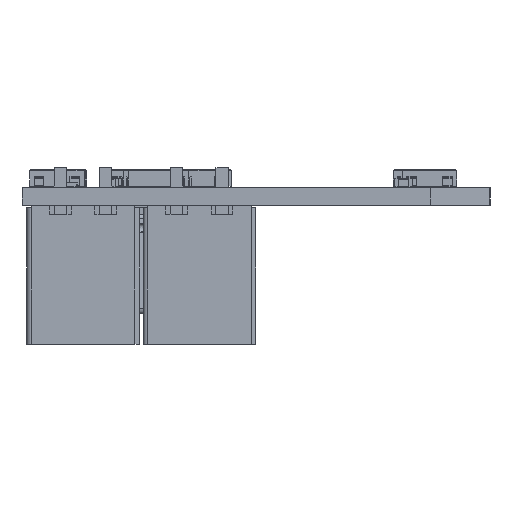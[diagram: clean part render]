
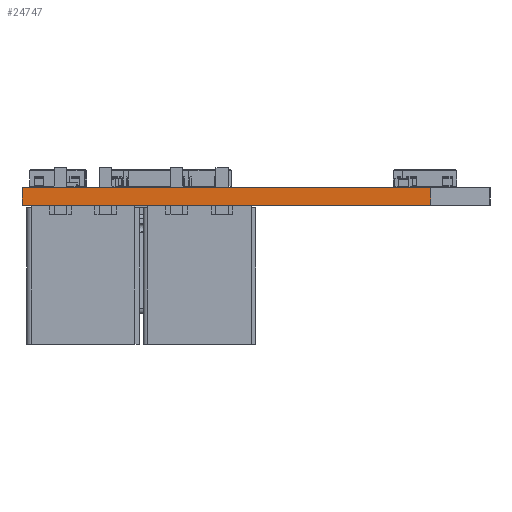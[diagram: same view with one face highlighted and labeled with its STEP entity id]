
A CAD part, left-side view. The second image highlights one B-rep face of the part: STEP entity #24747.
In plain terms, the highlighted planar face has unit normal (-1, 0, 0).
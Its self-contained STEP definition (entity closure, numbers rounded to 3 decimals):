
#23260 = PLANE('',#23261);
#23261 = AXIS2_PLACEMENT_3D('',#23262,#23263,#23264);
#23262 = CARTESIAN_POINT('',(-42.607,21.617,0.));
#23263 = DIRECTION('',(0.002,1.,0.));
#23264 = DIRECTION('',(1.,-0.002,0.));
#23288 = PLANE('',#23289);
#23289 = AXIS2_PLACEMENT_3D('',#23290,#23291,#23292);
#23290 = CARTESIAN_POINT('',(-3.8,-0.291,1.6));
#23291 = DIRECTION('',(0.,0.,-1.));
#23292 = DIRECTION('',(-1.,0.,0.));
#23342 = PLANE('',#23343);
#23343 = AXIS2_PLACEMENT_3D('',#23344,#23345,#23346);
#23344 = CARTESIAN_POINT('',(-3.8,-0.291,0.));
#23345 = DIRECTION('',(0.,0.,-1.));
#23346 = DIRECTION('',(-1.,0.,0.));
#23357 = EDGE_CURVE('',#23358,#23360,#23362,.T.);
#23358 = VERTEX_POINT('',#23359);
#23359 = CARTESIAN_POINT('',(-42.607,21.617,0.));
#23360 = VERTEX_POINT('',#23361);
#23361 = CARTESIAN_POINT('',(-42.607,21.617,1.6));
#23362 = SURFACE_CURVE('',#23363,(#23367,#23374),.PCURVE_S1.);
#23363 = LINE('',#23364,#23365);
#23364 = CARTESIAN_POINT('',(-42.607,21.617,0.));
#23365 = VECTOR('',#23366,1.);
#23366 = DIRECTION('',(0.,0.,1.));
#23367 = PCURVE('',#23260,#23368);
#23368 = DEFINITIONAL_REPRESENTATION('',(#23369),#23373);
#23369 = LINE('',#23370,#23371);
#23370 = CARTESIAN_POINT('',(0.,0.));
#23371 = VECTOR('',#23372,1.);
#23372 = DIRECTION('',(0.,-1.));
#23373 = ( GEOMETRIC_REPRESENTATION_CONTEXT(2) 
PARAMETRIC_REPRESENTATION_CONTEXT() REPRESENTATION_CONTEXT('2D SPACE',''
  ) );
#23374 = PCURVE('',#23375,#23380);
#23375 = PLANE('',#23376);
#23376 = AXIS2_PLACEMENT_3D('',#23377,#23378,#23379);
#23377 = CARTESIAN_POINT('',(-42.607,-16.133,0.));
#23378 = DIRECTION('',(-1.,0.,0.));
#23379 = DIRECTION('',(0.,1.,0.));
#23380 = DEFINITIONAL_REPRESENTATION('',(#23381),#23385);
#23381 = LINE('',#23382,#23383);
#23382 = CARTESIAN_POINT('',(37.75,0.));
#23383 = VECTOR('',#23384,1.);
#23384 = DIRECTION('',(0.,-1.));
#23385 = ( GEOMETRIC_REPRESENTATION_CONTEXT(2) 
PARAMETRIC_REPRESENTATION_CONTEXT() REPRESENTATION_CONTEXT('2D SPACE',''
  ) );
#23563 = VERTEX_POINT('',#23564);
#23564 = CARTESIAN_POINT('',(-42.607,-16.133,0.));
#23578 = PLANE('',#23579);
#23579 = AXIS2_PLACEMENT_3D('',#23580,#23581,#23582);
#23580 = CARTESIAN_POINT('',(-37.149,-21.566,0.));
#23581 = DIRECTION('',(-0.705,-0.709,0.));
#23582 = DIRECTION('',(-0.709,0.705,0.));
#23590 = EDGE_CURVE('',#23563,#23358,#23591,.T.);
#23591 = SURFACE_CURVE('',#23592,(#23596,#23603),.PCURVE_S1.);
#23592 = LINE('',#23593,#23594);
#23593 = CARTESIAN_POINT('',(-42.607,-16.133,0.));
#23594 = VECTOR('',#23595,1.);
#23595 = DIRECTION('',(0.,1.,0.));
#23596 = PCURVE('',#23342,#23597);
#23597 = DEFINITIONAL_REPRESENTATION('',(#23598),#23602);
#23598 = LINE('',#23599,#23600);
#23599 = CARTESIAN_POINT('',(38.807,-15.842));
#23600 = VECTOR('',#23601,1.);
#23601 = DIRECTION('',(0.,1.));
#23602 = ( GEOMETRIC_REPRESENTATION_CONTEXT(2) 
PARAMETRIC_REPRESENTATION_CONTEXT() REPRESENTATION_CONTEXT('2D SPACE',''
  ) );
#23603 = PCURVE('',#23375,#23604);
#23604 = DEFINITIONAL_REPRESENTATION('',(#23605),#23609);
#23605 = LINE('',#23606,#23607);
#23606 = CARTESIAN_POINT('',(0.,0.));
#23607 = VECTOR('',#23608,1.);
#23608 = DIRECTION('',(1.,0.));
#23609 = ( GEOMETRIC_REPRESENTATION_CONTEXT(2) 
PARAMETRIC_REPRESENTATION_CONTEXT() REPRESENTATION_CONTEXT('2D SPACE',''
  ) );
#24224 = VERTEX_POINT('',#24225);
#24225 = CARTESIAN_POINT('',(-42.607,-16.133,1.6));
#24246 = EDGE_CURVE('',#24224,#23360,#24247,.T.);
#24247 = SURFACE_CURVE('',#24248,(#24252,#24259),.PCURVE_S1.);
#24248 = LINE('',#24249,#24250);
#24249 = CARTESIAN_POINT('',(-42.607,-16.133,1.6));
#24250 = VECTOR('',#24251,1.);
#24251 = DIRECTION('',(0.,1.,0.));
#24252 = PCURVE('',#23288,#24253);
#24253 = DEFINITIONAL_REPRESENTATION('',(#24254),#24258);
#24254 = LINE('',#24255,#24256);
#24255 = CARTESIAN_POINT('',(38.807,-15.842));
#24256 = VECTOR('',#24257,1.);
#24257 = DIRECTION('',(0.,1.));
#24258 = ( GEOMETRIC_REPRESENTATION_CONTEXT(2) 
PARAMETRIC_REPRESENTATION_CONTEXT() REPRESENTATION_CONTEXT('2D SPACE',''
  ) );
#24259 = PCURVE('',#23375,#24260);
#24260 = DEFINITIONAL_REPRESENTATION('',(#24261),#24265);
#24261 = LINE('',#24262,#24263);
#24262 = CARTESIAN_POINT('',(0.,-1.6));
#24263 = VECTOR('',#24264,1.);
#24264 = DIRECTION('',(1.,0.));
#24265 = ( GEOMETRIC_REPRESENTATION_CONTEXT(2) 
PARAMETRIC_REPRESENTATION_CONTEXT() REPRESENTATION_CONTEXT('2D SPACE',''
  ) );
#24747 = ADVANCED_FACE('',(#24748),#23375,.T.);
#24748 = FACE_BOUND('',#24749,.T.);
#24749 = EDGE_LOOP('',(#24750,#24771,#24772,#24773));
#24750 = ORIENTED_EDGE('',*,*,#24751,.T.);
#24751 = EDGE_CURVE('',#23563,#24224,#24752,.T.);
#24752 = SURFACE_CURVE('',#24753,(#24757,#24764),.PCURVE_S1.);
#24753 = LINE('',#24754,#24755);
#24754 = CARTESIAN_POINT('',(-42.607,-16.133,0.));
#24755 = VECTOR('',#24756,1.);
#24756 = DIRECTION('',(0.,0.,1.));
#24757 = PCURVE('',#23375,#24758);
#24758 = DEFINITIONAL_REPRESENTATION('',(#24759),#24763);
#24759 = LINE('',#24760,#24761);
#24760 = CARTESIAN_POINT('',(0.,0.));
#24761 = VECTOR('',#24762,1.);
#24762 = DIRECTION('',(0.,-1.));
#24763 = ( GEOMETRIC_REPRESENTATION_CONTEXT(2) 
PARAMETRIC_REPRESENTATION_CONTEXT() REPRESENTATION_CONTEXT('2D SPACE',''
  ) );
#24764 = PCURVE('',#23578,#24765);
#24765 = DEFINITIONAL_REPRESENTATION('',(#24766),#24770);
#24766 = LINE('',#24767,#24768);
#24767 = CARTESIAN_POINT('',(7.701,0.));
#24768 = VECTOR('',#24769,1.);
#24769 = DIRECTION('',(0.,-1.));
#24770 = ( GEOMETRIC_REPRESENTATION_CONTEXT(2) 
PARAMETRIC_REPRESENTATION_CONTEXT() REPRESENTATION_CONTEXT('2D SPACE',''
  ) );
#24771 = ORIENTED_EDGE('',*,*,#24246,.T.);
#24772 = ORIENTED_EDGE('',*,*,#23357,.F.);
#24773 = ORIENTED_EDGE('',*,*,#23590,.F.);
